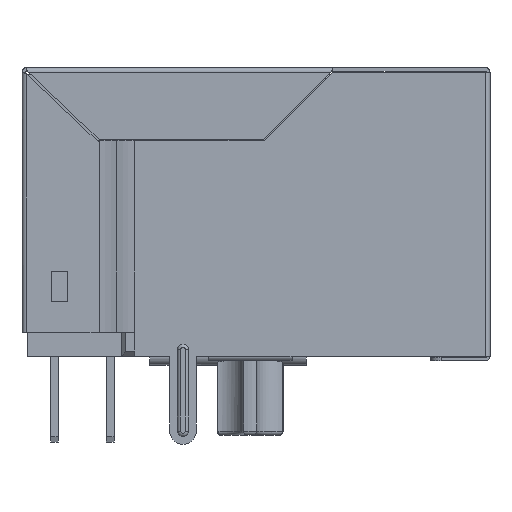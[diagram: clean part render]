
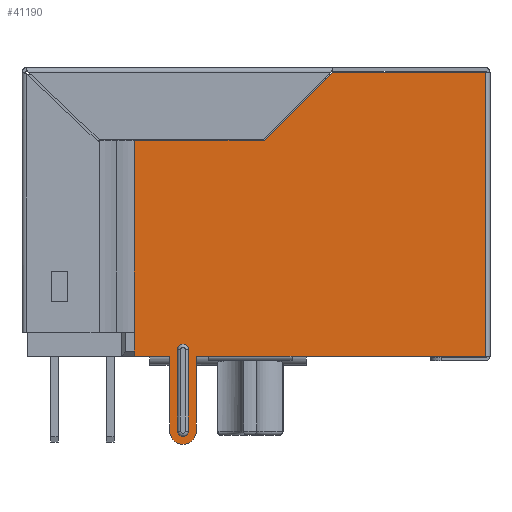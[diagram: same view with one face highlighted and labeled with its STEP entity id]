
A CAD part, left-side view. The second image highlights one B-rep face of the part: STEP entity #41190.
In plain terms, the highlighted planar face has unit normal (-1, 0, 0).
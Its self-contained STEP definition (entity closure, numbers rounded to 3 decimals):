
#1261=CIRCLE('',#43176,0.25);
#1265=CIRCLE('',#43186,0.25);
#1266=CIRCLE('',#43187,0.6);
#9867=ORIENTED_EDGE('',*,*,#14499,.T.);
#9868=ORIENTED_EDGE('',*,*,#14488,.F.);
#9869=ORIENTED_EDGE('',*,*,#14487,.F.);
#9870=ORIENTED_EDGE('',*,*,#14494,.F.);
#9871=ORIENTED_EDGE('',*,*,#14495,.F.);
#9872=ORIENTED_EDGE('',*,*,#13880,.T.);
#9873=ORIENTED_EDGE('',*,*,#13920,.T.);
#9874=ORIENTED_EDGE('',*,*,#13911,.T.);
#9875=ORIENTED_EDGE('',*,*,#13922,.T.);
#9876=ORIENTED_EDGE('',*,*,#13906,.T.);
#9877=ORIENTED_EDGE('',*,*,#13903,.T.);
#9878=ORIENTED_EDGE('',*,*,#13901,.T.);
#9879=ORIENTED_EDGE('',*,*,#13924,.T.);
#9880=ORIENTED_EDGE('',*,*,#13885,.T.);
#9881=ORIENTED_EDGE('',*,*,#13882,.T.);
#9882=ORIENTED_EDGE('',*,*,#14497,.F.);
#9883=ORIENTED_EDGE('',*,*,#14500,.F.);
#13880=EDGE_CURVE('',#16997,#16998,#20462,.T.);
#13882=EDGE_CURVE('',#17000,#16999,#20464,.T.);
#13885=EDGE_CURVE('',#17001,#17000,#20467,.T.);
#13901=EDGE_CURVE('',#17008,#17014,#20476,.T.);
#13903=EDGE_CURVE('',#17015,#17008,#20478,.T.);
#13906=EDGE_CURVE('',#17018,#17015,#20480,.T.);
#13911=EDGE_CURVE('',#17022,#17021,#20482,.T.);
#13920=EDGE_CURVE('',#16998,#17022,#20489,.T.);
#13922=EDGE_CURVE('',#17021,#17018,#20491,.T.);
#13924=EDGE_CURVE('',#17014,#17001,#20492,.T.);
#14487=EDGE_CURVE('',#17373,#17370,#1261,.T.);
#14488=EDGE_CURVE('',#17370,#17374,#20868,.T.);
#14494=EDGE_CURVE('',#17377,#17373,#20871,.T.);
#14495=EDGE_CURVE('',#16997,#17378,#20872,.T.);
#14497=EDGE_CURVE('',#17379,#16999,#20874,.T.);
#14499=EDGE_CURVE('',#17377,#17374,#1265,.T.);
#14500=EDGE_CURVE('',#17378,#17379,#1266,.T.);
#16997=VERTEX_POINT('',#60581);
#16998=VERTEX_POINT('',#60583);
#16999=VERTEX_POINT('',#60587);
#17000=VERTEX_POINT('',#60589);
#17001=VERTEX_POINT('',#60593);
#17008=VERTEX_POINT('',#60613);
#17014=VERTEX_POINT('',#60625);
#17015=VERTEX_POINT('',#60629);
#17018=VERTEX_POINT('',#60637);
#17021=VERTEX_POINT('',#60646);
#17022=VERTEX_POINT('',#60648);
#17370=VERTEX_POINT('',#62066);
#17373=VERTEX_POINT('',#62071);
#17374=VERTEX_POINT('',#62075);
#17377=VERTEX_POINT('',#62085);
#17378=VERTEX_POINT('',#62089);
#17379=VERTEX_POINT('',#62093);
#20462=LINE('',#60584,#23957);
#20464=LINE('',#60588,#23959);
#20467=LINE('',#60594,#23962);
#20476=LINE('',#60626,#23971);
#20478=LINE('',#60630,#23973);
#20480=LINE('',#60636,#23975);
#20482=LINE('',#60647,#23977);
#20489=LINE('',#60663,#23984);
#20491=LINE('',#60666,#23986);
#20492=LINE('',#60670,#23987);
#20868=LINE('',#62074,#24363);
#20871=LINE('',#62086,#24366);
#20872=LINE('',#62088,#24367);
#20874=LINE('',#62092,#24369);
#23957=VECTOR('',#49450,1000.);
#23959=VECTOR('',#49454,1000.);
#23962=VECTOR('',#49459,1000.);
#23971=VECTOR('',#49488,1000.);
#23973=VECTOR('',#49492,1000.);
#23975=VECTOR('',#49498,1000.);
#23977=VECTOR('',#49510,1000.);
#23984=VECTOR('',#49525,1000.);
#23986=VECTOR('',#49529,1000.);
#23987=VECTOR('',#49534,1000.);
#24363=VECTOR('',#50626,1000.);
#24366=VECTOR('',#50639,1000.);
#24367=VECTOR('',#50642,1000.);
#24369=VECTOR('',#50646,1000.);
#25951=EDGE_LOOP('',(#9867,#9868,#9869,#9870));
#25952=EDGE_LOOP('',(#9871,#9872,#9873,#9874,#9875,#9876,#9877,#9878,#9879,
#9880,#9881,#9882,#9883));
#27560=FACE_BOUND('',#25951,.T.);
#27561=FACE_BOUND('',#25952,.T.);
#28807=PLANE('',#43185);
#41190=ADVANCED_FACE('',(#27560,#27561),#28807,.T.);
#43176=AXIS2_PLACEMENT_3D('',#62072,#50622,#50623);
#43185=AXIS2_PLACEMENT_3D('',#62095,#50648,#50649);
#43186=AXIS2_PLACEMENT_3D('',#62096,#50650,#50651);
#43187=AXIS2_PLACEMENT_3D('',#62097,#50652,#50653);
#49450=DIRECTION('',(0.,-1.,0.));
#49454=DIRECTION('',(0.,-1.,0.));
#49459=DIRECTION('',(0.,0.,-1.));
#49488=DIRECTION('',(0.,1.,0.));
#49492=DIRECTION('',(0.,0.707,-0.707));
#49498=DIRECTION('',(0.,1.,0.));
#49510=DIRECTION('',(0.,-1.,0.));
#49525=DIRECTION('',(0.,-1.,0.));
#49529=DIRECTION('',(0.,0.,1.));
#49534=DIRECTION('',(0.,0.,-1.));
#50622=DIRECTION('',(-1.,0.,0.));
#50623=DIRECTION('',(0.,0.,1.));
#50626=DIRECTION('',(0.,0.,-1.));
#50639=DIRECTION('',(0.,0.,1.));
#50642=DIRECTION('',(0.,0.,-1.));
#50646=DIRECTION('',(0.,0.,1.));
#50648=DIRECTION('',(-1.,0.,0.));
#50649=DIRECTION('',(0.,1.,0.));
#50650=DIRECTION('',(1.,0.,0.));
#50651=DIRECTION('',(0.,1.,0.));
#50652=DIRECTION('',(1.,0.,0.));
#50653=DIRECTION('',(0.,-1.,0.));
#60581=CARTESIAN_POINT('',(-8.,2.625,-6.4));
#60583=CARTESIAN_POINT('',(-8.,2.075,-6.4));
#60584=CARTESIAN_POINT('',(-8.,5.435,-6.4));
#60587=CARTESIAN_POINT('',(-8.,3.825,-6.4));
#60588=CARTESIAN_POINT('',(-8.,5.435,-6.4));
#60589=CARTESIAN_POINT('',(-8.,5.435,-6.4));
#60593=CARTESIAN_POINT('',(-8.,5.435,-5.314));
#60594=CARTESIAN_POINT('',(-8.,5.435,6.5));
#60613=CARTESIAN_POINT('',(-8.,-0.465,3.4));
#60625=CARTESIAN_POINT('',(-8.,5.435,3.4));
#60626=CARTESIAN_POINT('',(-8.,-0.09,3.4));
#60629=CARTESIAN_POINT('',(-8.,-3.565,6.5));
#60630=CARTESIAN_POINT('',(-8.,1.398,1.538));
#60636=CARTESIAN_POINT('',(-8.,-10.593,6.5));
#60637=CARTESIAN_POINT('',(-8.,-10.515,6.5));
#60646=CARTESIAN_POINT('',(-8.,-10.515,-6.4));
#60647=CARTESIAN_POINT('',(-8.,5.435,-6.4));
#60648=CARTESIAN_POINT('',(-8.,-1.725,-6.4));
#60663=CARTESIAN_POINT('',(-8.,2.075,-6.4));
#60666=CARTESIAN_POINT('',(-8.,-10.515,-6.4));
#60670=CARTESIAN_POINT('',(-8.,5.435,6.5));
#62066=CARTESIAN_POINT('',(-8.,3.475,-6.1));
#62071=CARTESIAN_POINT('',(-8.,2.975,-6.1));
#62072=CARTESIAN_POINT('',(-8.,3.225,-6.1));
#62074=CARTESIAN_POINT('',(-8.,3.475,0.05));
#62075=CARTESIAN_POINT('',(-8.,3.475,-9.8));
#62085=CARTESIAN_POINT('',(-8.,2.975,-9.8));
#62086=CARTESIAN_POINT('',(-8.,2.975,0.05));
#62088=CARTESIAN_POINT('',(-8.,2.625,-6.4));
#62089=CARTESIAN_POINT('',(-8.,2.625,-9.8));
#62092=CARTESIAN_POINT('',(-8.,3.825,-9.8));
#62093=CARTESIAN_POINT('',(-8.,3.825,-9.8));
#62095=CARTESIAN_POINT('',(-8.,-0.09,0.05));
#62096=CARTESIAN_POINT('',(-8.,3.225,-9.8));
#62097=CARTESIAN_POINT('',(-8.,3.225,-9.8));
